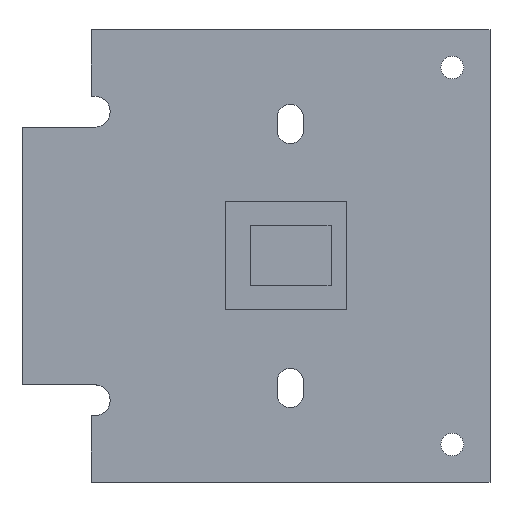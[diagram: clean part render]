
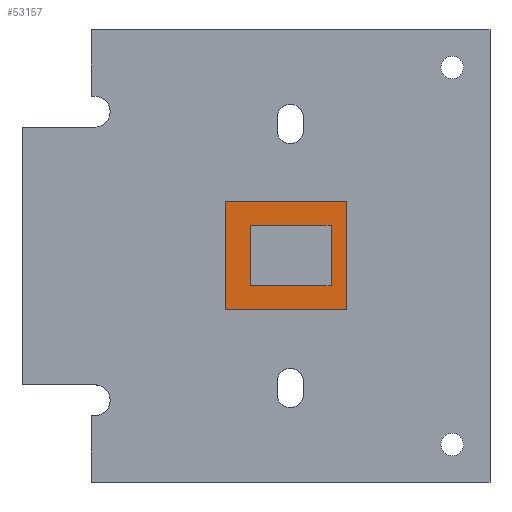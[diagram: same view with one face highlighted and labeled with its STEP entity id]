
A CAD part, top view. The second image highlights one B-rep face of the part: STEP entity #53157.
In plain terms, the highlighted planar face has unit normal (0, 0, 1).
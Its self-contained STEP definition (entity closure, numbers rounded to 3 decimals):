
#2207 = CARTESIAN_POINT ( 'NONE',  ( 10.648, 22.4, 0.283 ) ) ;
#4306 = ORIENTED_EDGE ( 'NONE', *, *, #197468, .F. ) ;
#5909 = EDGE_CURVE ( 'NONE', #154983, #63982, #10929, .T. ) ;
#8895 = ORIENTED_EDGE ( 'NONE', *, *, #185605, .F. ) ;
#10929 = LINE ( 'NONE', #50202, #132342 ) ;
#16644 = EDGE_CURVE ( 'NONE', #169949, #105144, #23145, .T. ) ;
#17431 = FACE_BOUND ( 'NONE', #70123, .T. ) ;
#21905 = LINE ( 'NONE', #29370, #101225 ) ;
#22953 = CARTESIAN_POINT ( 'NONE',  ( 20.308, 13.74, 0.283 ) ) ;
#23145 = LINE ( 'NONE', #139380, #112451 ) ;
#29370 = CARTESIAN_POINT ( 'NONE',  ( 20.263, 20.47, 0.283 ) ) ;
#33963 = ORIENTED_EDGE ( 'NONE', *, *, #143183, .F. ) ;
#34053 = ORIENTED_EDGE ( 'NONE', *, *, #16644, .F. ) ;
#36542 = DIRECTION ( 'NONE',  ( 1., 0., 0. ) ) ;
#41136 = ORIENTED_EDGE ( 'NONE', *, *, #110695, .F. ) ;
#47708 = ORIENTED_EDGE ( 'NONE', *, *, #132992, .F. ) ;
#50202 = CARTESIAN_POINT ( 'NONE',  ( 10.648, 13.74, 0.283 ) ) ;
#50372 = CARTESIAN_POINT ( 'NONE',  ( 20.263, 15.67, 0.283 ) ) ;
#53157 = ADVANCED_FACE ( 'NONE', ( #17431, #123936 ), #147202, .F. ) ;
#56440 = DIRECTION ( 'NONE',  ( 0., 1., 0. ) ) ;
#62834 = CARTESIAN_POINT ( 'NONE',  ( 10.648, 22.4, 0.283 ) ) ;
#63982 = VERTEX_POINT ( 'NONE', #79845 ) ;
#70123 = EDGE_LOOP ( 'NONE', ( #47708, #33963, #8895, #34053 ) ) ;
#73595 = LINE ( 'NONE', #166025, #110837 ) ;
#74142 = VERTEX_POINT ( 'NONE', #129139 ) ;
#76304 = DIRECTION ( 'NONE',  ( 0., -1., 0. ) ) ;
#79845 = CARTESIAN_POINT ( 'NONE',  ( 10.648, 13.74, 0.283 ) ) ;
#86424 = EDGE_CURVE ( 'NONE', #63982, #101366, #73595, .T. ) ;
#88078 = ORIENTED_EDGE ( 'NONE', *, *, #86424, .F. ) ;
#93636 = LINE ( 'NONE', #167140, #100973 ) ;
#96433 = AXIS2_PLACEMENT_3D ( 'NONE', #115346, #196473, #101454 ) ;
#100973 = VECTOR ( 'NONE', #133860, 1000. ) ;
#101225 = VECTOR ( 'NONE', #205510, 1000. ) ;
#101366 = VERTEX_POINT ( 'NONE', #62834 ) ;
#101454 = DIRECTION ( 'NONE',  ( -1., 0., 0. ) ) ;
#103286 = LINE ( 'NONE', #50372, #135472 ) ;
#105144 = VERTEX_POINT ( 'NONE', #201446 ) ;
#110695 = EDGE_CURVE ( 'NONE', #101366, #119905, #188267, .T. ) ;
#110837 = VECTOR ( 'NONE', #56440, 1000. ) ;
#112451 = VECTOR ( 'NONE', #76304, 1000. ) ;
#112963 = VERTEX_POINT ( 'NONE', #134075 ) ;
#115000 = VECTOR ( 'NONE', #165731, 1000. ) ;
#115346 = CARTESIAN_POINT ( 'NONE',  ( 20.263, 13.785, 0.283 ) ) ;
#119905 = VERTEX_POINT ( 'NONE', #129295 ) ;
#123936 = FACE_OUTER_BOUND ( 'NONE', #157116, .T. ) ;
#128113 = ORIENTED_EDGE ( 'NONE', *, *, #5909, .F. ) ;
#128945 = CARTESIAN_POINT ( 'NONE',  ( 20.308, 13.74, 0.283 ) ) ;
#129139 = CARTESIAN_POINT ( 'NONE',  ( 19.078, 15.67, 0.283 ) ) ;
#129295 = CARTESIAN_POINT ( 'NONE',  ( 20.308, 22.4, 0.283 ) ) ;
#130598 = DIRECTION ( 'NONE',  ( -1., 0., 0. ) ) ;
#132342 = VECTOR ( 'NONE', #130598, 1000. ) ;
#132992 = EDGE_CURVE ( 'NONE', #112963, #169949, #21905, .T. ) ;
#133860 = DIRECTION ( 'NONE',  ( 0., 1., 0. ) ) ;
#134075 = CARTESIAN_POINT ( 'NONE',  ( 19.078, 20.47, 0.283 ) ) ;
#135472 = VECTOR ( 'NONE', #36542, 1000. ) ;
#139380 = CARTESIAN_POINT ( 'NONE',  ( 12.678, 13.785, 0.283 ) ) ;
#143183 = EDGE_CURVE ( 'NONE', #74142, #112963, #93636, .T. ) ;
#146012 = VECTOR ( 'NONE', #194229, 1000. ) ;
#146075 = CARTESIAN_POINT ( 'NONE',  ( 12.678, 20.47, 0.283 ) ) ;
#147202 = PLANE ( 'NONE',  #96433 ) ;
#154983 = VERTEX_POINT ( 'NONE', #128945 ) ;
#157116 = EDGE_LOOP ( 'NONE', ( #41136, #88078, #128113, #4306 ) ) ;
#165731 = DIRECTION ( 'NONE',  ( 0., -1., 0. ) ) ;
#166025 = CARTESIAN_POINT ( 'NONE',  ( 10.648, 13.74, 0.283 ) ) ;
#167140 = CARTESIAN_POINT ( 'NONE',  ( 19.078, 13.785, 0.283 ) ) ;
#169949 = VERTEX_POINT ( 'NONE', #146075 ) ;
#185605 = EDGE_CURVE ( 'NONE', #105144, #74142, #103286, .T. ) ;
#188267 = LINE ( 'NONE', #2207, #146012 ) ;
#194229 = DIRECTION ( 'NONE',  ( 1., 0., 0. ) ) ;
#196473 = DIRECTION ( 'NONE',  ( 0., 0., -1. ) ) ;
#197468 = EDGE_CURVE ( 'NONE', #119905, #154983, #199398, .T. ) ;
#199398 = LINE ( 'NONE', #22953, #115000 ) ;
#201446 = CARTESIAN_POINT ( 'NONE',  ( 12.678, 15.67, 0.283 ) ) ;
#205510 = DIRECTION ( 'NONE',  ( -1., 0., 0. ) ) ;
